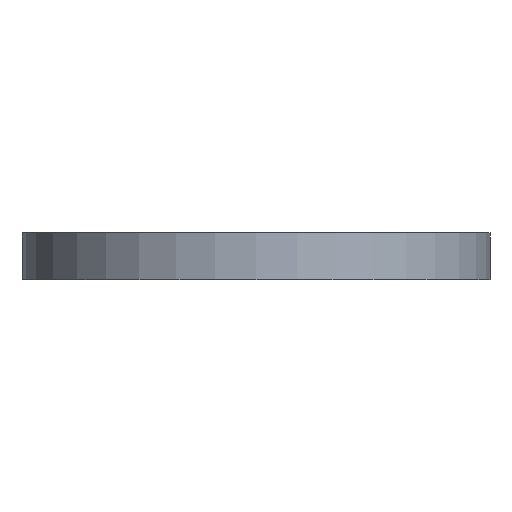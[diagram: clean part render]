
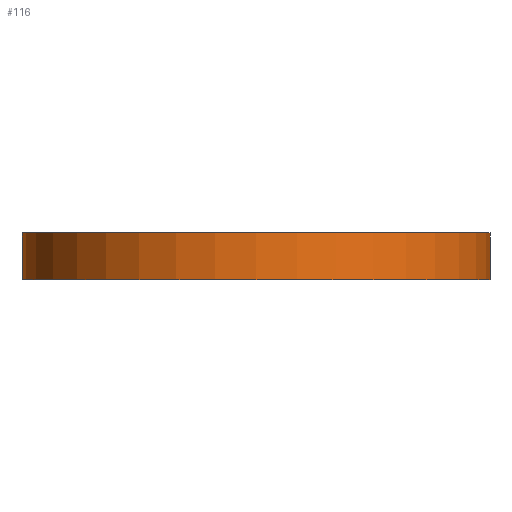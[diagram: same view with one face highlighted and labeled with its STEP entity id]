
A CAD part, front view. The second image highlights one B-rep face of the part: STEP entity #116.
In plain terms, the highlighted cylindrical face has radius 15 mm (diameter 30 mm), a partial arc.
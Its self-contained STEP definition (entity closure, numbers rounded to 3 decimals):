
#116=ADVANCED_FACE('',(#302),#2774,.T.);
#302=FACE_OUTER_BOUND('',#481,.T.);
#481=EDGE_LOOP('',(#1104,#1105,#1106,#1107));
#1104=ORIENTED_EDGE('',*,*,#1779,.T.);
#1105=ORIENTED_EDGE('',*,*,#1780,.T.);
#1106=ORIENTED_EDGE('',*,*,#1781,.F.);
#1107=ORIENTED_EDGE('',*,*,#1778,.F.);
#1778=EDGE_CURVE('',#2460,#2657,#2272,.T.);
#1779=EDGE_CURVE('',#2460,#2461,#1986,.T.);
#1780=EDGE_CURVE('',#2461,#2658,#1968,.T.);
#1781=EDGE_CURVE('',#2657,#2658,#1987,.T.);
#1968=(
BOUNDED_CURVE()
B_SPLINE_CURVE(1,(#7198,#7199),.UNSPECIFIED.,.F.,.F.)
B_SPLINE_CURVE_WITH_KNOTS((2,2),(0.,3.),.UNSPECIFIED.)
CURVE()
GEOMETRIC_REPRESENTATION_ITEM()
RATIONAL_B_SPLINE_CURVE((1.,1.))
REPRESENTATION_ITEM('')
);
#1986=TRIMMED_CURVE($,#2006,(#7196),(#7197),.T.,.CARTESIAN.);
#1987=TRIMMED_CURVE($,#2007,(#7201),(#7202),.T.,.CARTESIAN.);
#2006=CIRCLE('',#3091,15.);
#2007=CIRCLE('',#3092,15.);
#2272=B_SPLINE_CURVE_WITH_KNOTS('',1,(#7193,#7194),.UNSPECIFIED.,.F.,.F.,
(2,2),(0.,3.),.UNSPECIFIED.);
#2460=VERTEX_POINT('',#5404);
#2461=VERTEX_POINT('',#5405);
#2657=VERTEX_POINT('',#5601);
#2658=VERTEX_POINT('',#5602);
#2774=CYLINDRICAL_SURFACE('',#3052,15.);
#3052=AXIS2_PLACEMENT_3D('',#4601,#3134,$);
#3091=AXIS2_PLACEMENT_3D($,#7195,#3189,#3190);
#3092=AXIS2_PLACEMENT_3D($,#7200,#3191,#3192);
#3134=DIRECTION('',(0.,0.,1.));
#3189=DIRECTION('',(0.,0.,1.));
#3190=DIRECTION('',(-1.,0.,0.));
#3191=DIRECTION('',(0.,0.,1.));
#3192=DIRECTION('',(-1.,0.,0.));
#4601=CARTESIAN_POINT('',(-3.129,-147.916,1.5));
#5404=CARTESIAN_POINT('',(-18.129,-147.916,0.));
#5405=CARTESIAN_POINT('',(11.871,-147.916,0.));
#5601=CARTESIAN_POINT('',(-18.129,-147.916,3.));
#5602=CARTESIAN_POINT('',(11.871,-147.916,3.));
#7193=CARTESIAN_POINT('',(-18.129,-147.916,0.));
#7194=CARTESIAN_POINT('',(-18.129,-147.916,3.));
#7195=CARTESIAN_POINT('',(-3.129,-147.916,0.));
#7196=CARTESIAN_POINT('',(-18.129,-147.916,0.));
#7197=CARTESIAN_POINT('',(11.871,-147.916,0.));
#7198=CARTESIAN_POINT('',(11.871,-147.916,0.));
#7199=CARTESIAN_POINT('',(11.871,-147.916,3.));
#7200=CARTESIAN_POINT('',(-3.129,-147.916,3.));
#7201=CARTESIAN_POINT('',(-18.129,-147.916,3.));
#7202=CARTESIAN_POINT('',(11.871,-147.916,3.));
